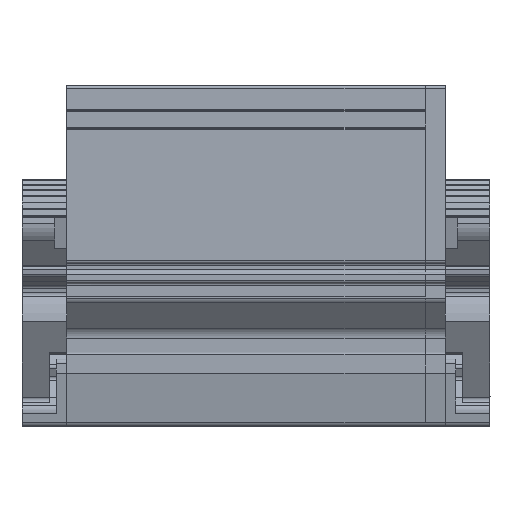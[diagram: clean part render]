
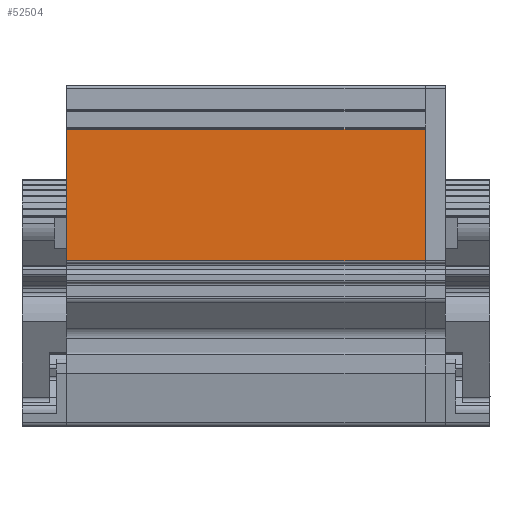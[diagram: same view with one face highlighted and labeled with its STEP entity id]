
A CAD part, left-side view. The second image highlights one B-rep face of the part: STEP entity #52504.
In plain terms, the highlighted planar face has unit normal (-1, 0, 0).
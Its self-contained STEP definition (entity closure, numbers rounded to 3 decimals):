
#12569=ORIENTED_EDGE('',*,*,#18810,.T.);
#12570=ORIENTED_EDGE('',*,*,#14169,.T.);
#12571=ORIENTED_EDGE('',*,*,#18806,.T.);
#12572=ORIENTED_EDGE('',*,*,#18809,.F.);
#14169=EDGE_CURVE('',#19629,#19628,#23273,.T.);
#18806=EDGE_CURVE('',#19628,#22676,#26384,.F.);
#18809=EDGE_CURVE('',#22677,#22676,#26385,.T.);
#18810=EDGE_CURVE('',#22677,#19629,#26386,.F.);
#19628=VERTEX_POINT('',#67991);
#19629=VERTEX_POINT('',#67993);
#22676=VERTEX_POINT('',#78092);
#22677=VERTEX_POINT('',#78096);
#23273=LINE('',#67992,#26643);
#26384=LINE('',#78091,#29754);
#26385=LINE('',#78097,#29755);
#26386=LINE('',#78099,#29756);
#26643=VECTOR('',#57014,1000.);
#29754=VECTOR('',#65897,1000.);
#29755=VECTOR('',#65904,1000.);
#29756=VECTOR('',#65907,1000.);
#31665=EDGE_LOOP('',(#12569,#12570,#12571,#12572));
#34061=FACE_BOUND('',#31665,.T.);
#35741=PLANE('',#56043);
#52504=ADVANCED_FACE('',(#34061),#35741,.T.);
#56043=AXIS2_PLACEMENT_3D('',#78098,#65905,#65906);
#57014=DIRECTION('',(0.,0.,-1.));
#65897=DIRECTION('',(0.,1.,0.));
#65904=DIRECTION('',(0.,0.,-1.));
#65905=DIRECTION('',(-1.,0.,0.));
#65906=DIRECTION('',(0.,0.,1.));
#65907=DIRECTION('',(0.,-1.,0.));
#67991=CARTESIAN_POINT('',(-9.4,40.,21.45));
#67992=CARTESIAN_POINT('',(-9.4,40.,41.));
#67993=CARTESIAN_POINT('',(-9.4,40.,36.155));
#78091=CARTESIAN_POINT('',(-9.4,0.,21.45));
#78092=CARTESIAN_POINT('',(-9.4,0.,21.45));
#78096=CARTESIAN_POINT('',(-9.4,0.,36.155));
#78097=CARTESIAN_POINT('',(-9.4,0.,41.));
#78098=CARTESIAN_POINT('',(-9.4,5.,41.));
#78099=CARTESIAN_POINT('',(-9.4,5.,36.155));
